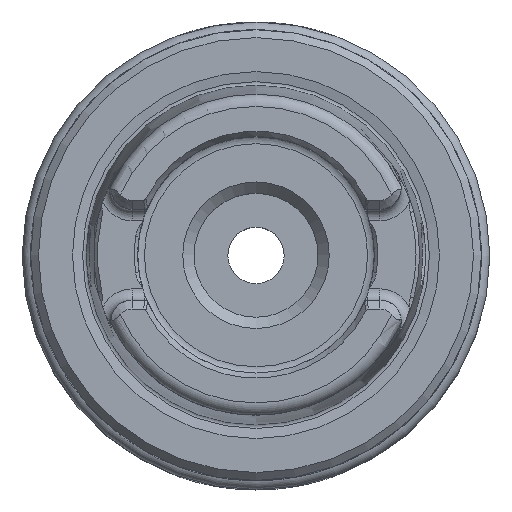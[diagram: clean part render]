
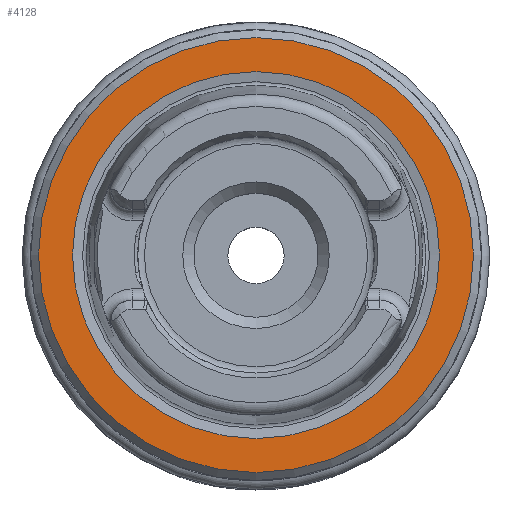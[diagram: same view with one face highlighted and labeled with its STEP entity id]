
A CAD part, top view. The second image highlights one B-rep face of the part: STEP entity #4128.
In plain terms, the highlighted planar face has unit normal (0, 0, 1).
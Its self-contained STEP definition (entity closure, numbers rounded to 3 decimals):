
#143=FACE_BOUND('',#933,.T.);
#329=CIRCLE('',#4553,19.3);
#330=CIRCLE('',#4555,16.285);
#412=PLANE('',#4554);
#686=FACE_OUTER_BOUND('',#932,.T.);
#932=EDGE_LOOP('',(#3855));
#933=EDGE_LOOP('',(#3856));
#1988=VERTEX_POINT('',#9091);
#1989=VERTEX_POINT('',#9095);
#2611=EDGE_CURVE('',#1988,#1988,#329,.T.);
#2613=EDGE_CURVE('',#1989,#1989,#330,.T.);
#3855=ORIENTED_EDGE('',*,*,#2611,.T.);
#3856=ORIENTED_EDGE('',*,*,#2613,.F.);
#4128=ADVANCED_FACE('',(#686,#143),#412,.T.);
#4553=AXIS2_PLACEMENT_3D('',#9092,#5606,#5607);
#4554=AXIS2_PLACEMENT_3D('',#9094,#5609,#5610);
#4555=AXIS2_PLACEMENT_3D('',#9096,#5611,#5612);
#5606=DIRECTION('center_axis',(0.,0.,1.));
#5607=DIRECTION('ref_axis',(1.,0.,0.));
#5609=DIRECTION('center_axis',(0.,0.,1.));
#5610=DIRECTION('ref_axis',(-1.,0.,0.));
#5611=DIRECTION('center_axis',(0.,0.,1.));
#5612=DIRECTION('ref_axis',(1.,0.,0.));
#9091=CARTESIAN_POINT('',(0.,19.3,0.));
#9092=CARTESIAN_POINT('Origin',(0.,0.,0.));
#9094=CARTESIAN_POINT('Origin',(0.,-16.285,0.));
#9095=CARTESIAN_POINT('',(0.,16.285,0.));
#9096=CARTESIAN_POINT('Origin',(0.,0.,0.));
